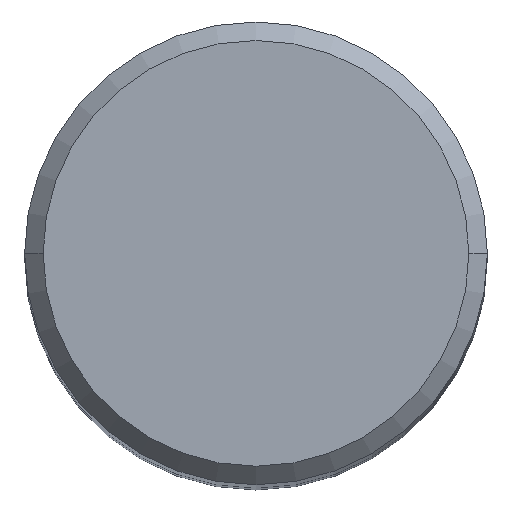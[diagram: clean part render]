
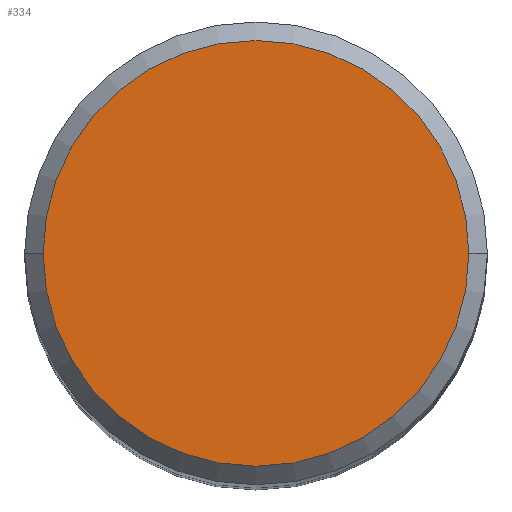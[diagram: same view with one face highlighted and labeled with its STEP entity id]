
A CAD part, top view. The second image highlights one B-rep face of the part: STEP entity #334.
In plain terms, the highlighted planar face has unit normal (0, 0, 1).
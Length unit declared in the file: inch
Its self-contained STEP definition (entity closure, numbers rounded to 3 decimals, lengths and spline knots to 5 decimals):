
#5 = DIRECTION ( 'NONE',  ( 1., 0., 0. ) ) ;
#29 = VERTEX_POINT ( 'NONE', #343 ) ;
#56 = EDGE_LOOP ( 'NONE', ( #163, #224 ) ) ;
#64 = DIRECTION ( 'NONE',  ( 0., 0., -1. ) ) ;
#65 = EDGE_CURVE ( 'NONE', #213, #29, #298, .T. ) ;
#74 = AXIS2_PLACEMENT_3D ( 'NONE', #357, #138, #255 ) ;
#79 = CIRCLE ( 'NONE', #238, 0.23 ) ;
#124 = FACE_OUTER_BOUND ( 'NONE', #56, .T. ) ;
#127 = EDGE_CURVE ( 'NONE', #29, #213, #79, .T. ) ;
#138 = DIRECTION ( 'NONE',  ( 0., 0., 1. ) ) ;
#142 = DIRECTION ( 'NONE',  ( 0., 0., 1. ) ) ;
#163 = ORIENTED_EDGE ( 'NONE', *, *, #65, .T. ) ;
#204 = CARTESIAN_POINT ( 'NONE',  ( -0.23, 0., 0. ) ) ;
#208 = CARTESIAN_POINT ( 'NONE',  ( 0., 0.23, 0. ) ) ;
#213 = VERTEX_POINT ( 'NONE', #204 ) ;
#224 = ORIENTED_EDGE ( 'NONE', *, *, #127, .T. ) ;
#238 = AXIS2_PLACEMENT_3D ( 'NONE', #256, #142, #5 ) ;
#255 = DIRECTION ( 'NONE',  ( 1., 0., 0. ) ) ;
#256 = CARTESIAN_POINT ( 'NONE',  ( 0., 0., 0. ) ) ;
#260 = DIRECTION ( 'NONE',  ( -1., 0., 0. ) ) ;
#261 = PLANE ( 'NONE',  #277 ) ;
#277 = AXIS2_PLACEMENT_3D ( 'NONE', #208, #64, #260 ) ;
#298 = CIRCLE ( 'NONE', #74, 0.23 ) ;
#334 = ADVANCED_FACE ( 'NONE', ( #124 ), #261, .F. ) ;
#343 = CARTESIAN_POINT ( 'NONE',  ( 0.23, 0., 0. ) ) ;
#357 = CARTESIAN_POINT ( 'NONE',  ( 0., 0., 0. ) ) ;
